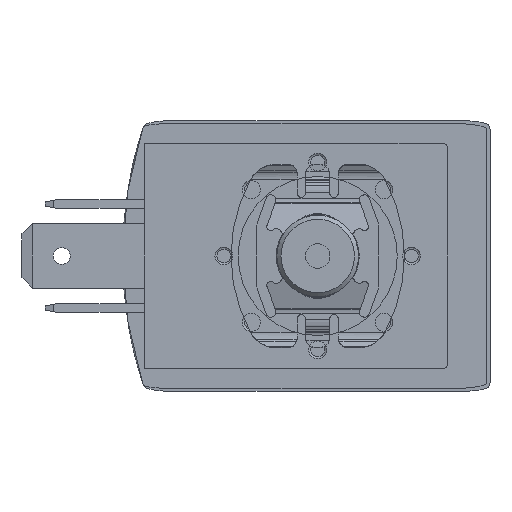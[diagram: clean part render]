
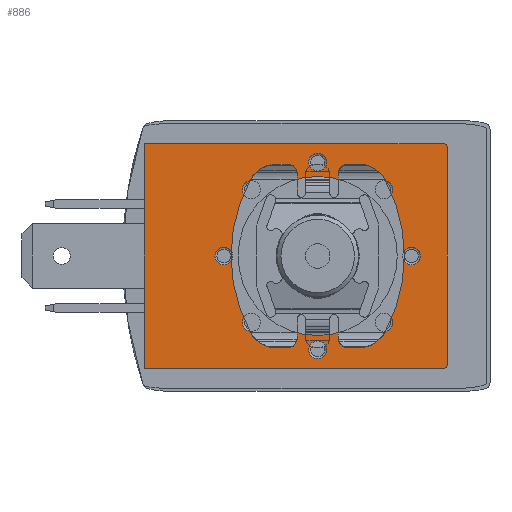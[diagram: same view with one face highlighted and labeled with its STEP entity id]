
A CAD part, left-side view. The second image highlights one B-rep face of the part: STEP entity #886.
In plain terms, the highlighted face is planar.
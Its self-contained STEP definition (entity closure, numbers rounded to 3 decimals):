
#886 = ADVANCED_FACE( '', ( #1963, #1964, #1965, #1966, #1967, #1968, #1969, #1970, #1971, #1972 ), #1973, .T. );
#1963 = FACE_BOUND( '', #3239, .T. );
#1964 = FACE_BOUND( '', #3240, .T. );
#1965 = FACE_BOUND( '', #3241, .T. );
#1966 = FACE_BOUND( '', #3242, .T. );
#1967 = FACE_BOUND( '', #3243, .T. );
#1968 = FACE_BOUND( '', #3244, .T. );
#1969 = FACE_BOUND( '', #3245, .T. );
#1970 = FACE_BOUND( '', #3246, .T. );
#1971 = FACE_BOUND( '', #3247, .T. );
#1972 = FACE_OUTER_BOUND( '', #3248, .T. );
#1973 = PLANE( '', #3249 );
#3239 = EDGE_LOOP( '', ( #5694 ) );
#3240 = EDGE_LOOP( '', ( #5695 ) );
#3241 = EDGE_LOOP( '', ( #5696 ) );
#3242 = EDGE_LOOP( '', ( #5697 ) );
#3243 = EDGE_LOOP( '', ( #5698 ) );
#3244 = EDGE_LOOP( '', ( #5699 ) );
#3245 = EDGE_LOOP( '', ( #5700 ) );
#3246 = EDGE_LOOP( '', ( #5701 ) );
#3247 = EDGE_LOOP( '', ( #5702 ) );
#3248 = EDGE_LOOP( '', ( #5703, #5704, #5705, #5706, #5707, #5708 ) );
#3249 = AXIS2_PLACEMENT_3D( '', #5709, #5710, #5711 );
#5694 = ORIENTED_EDGE( '', *, *, #8029, .T. );
#5695 = ORIENTED_EDGE( '', *, *, #8030, .T. );
#5696 = ORIENTED_EDGE( '', *, *, #8031, .T. );
#5697 = ORIENTED_EDGE( '', *, *, #8032, .T. );
#5698 = ORIENTED_EDGE( '', *, *, #7227, .T. );
#5699 = ORIENTED_EDGE( '', *, *, #8033, .T. );
#5700 = ORIENTED_EDGE( '', *, *, #8034, .T. );
#5701 = ORIENTED_EDGE( '', *, *, #7721, .T. );
#5702 = ORIENTED_EDGE( '', *, *, #7779, .T. );
#5703 = ORIENTED_EDGE( '', *, *, #7417, .T. );
#5704 = ORIENTED_EDGE( '', *, *, #8035, .T. );
#5705 = ORIENTED_EDGE( '', *, *, #8036, .T. );
#5706 = ORIENTED_EDGE( '', *, *, #7305, .T. );
#5707 = ORIENTED_EDGE( '', *, *, #8037, .T. );
#5708 = ORIENTED_EDGE( '', *, *, #7743, .T. );
#5709 = CARTESIAN_POINT( '', ( -10.7, -29.4, 0. ) );
#5710 = DIRECTION( '', ( 0., 0., 1. ) );
#5711 = DIRECTION( '', ( 1., 0., 0. ) );
#7227 = EDGE_CURVE( '', #8612, #8612, #8613, .T. );
#7305 = EDGE_CURVE( '', #8747, #8748, #8749, .T. );
#7417 = EDGE_CURVE( '', #8945, #8943, #8946, .T. );
#7721 = EDGE_CURVE( '', #9444, #9444, #9445, .T. );
#7743 = EDGE_CURVE( '', #9477, #8945, #9478, .T. );
#7779 = EDGE_CURVE( '', #9528, #9528, #9529, .T. );
#8029 = EDGE_CURVE( '', #9866, #9866, #9867, .T. );
#8030 = EDGE_CURVE( '', #9868, #9868, #9869, .T. );
#8031 = EDGE_CURVE( '', #9870, #9870, #9871, .T. );
#8032 = EDGE_CURVE( '', #9872, #9872, #9873, .T. );
#8033 = EDGE_CURVE( '', #9874, #9874, #9875, .T. );
#8034 = EDGE_CURVE( '', #9876, #9876, #9877, .T. );
#8035 = EDGE_CURVE( '', #8943, #9878, #9879, .T. );
#8036 = EDGE_CURVE( '', #9878, #8747, #9880, .T. );
#8037 = EDGE_CURVE( '', #8748, #9477, #9881, .T. );
#8612 = VERTEX_POINT( '', #10623 );
#8613 = CIRCLE( '', #10624, 0.875 );
#8747 = VERTEX_POINT( '', #10797 );
#8748 = VERTEX_POINT( '', #10798 );
#8749 = LINE( '', #10799, #10800 );
#8943 = VERTEX_POINT( '', #11075 );
#8945 = VERTEX_POINT( '', #11078 );
#8946 = LINE( '', #11079, #11080 );
#9444 = VERTEX_POINT( '', #11764 );
#9445 = CIRCLE( '', #11765, 0.875 );
#9477 = VERTEX_POINT( '', #11828 );
#9478 = LINE( '', #11829, #11830 );
#9528 = VERTEX_POINT( '', #11906 );
#9529 = CIRCLE( '', #11907, 7.8 );
#9866 = VERTEX_POINT( '', #12418 );
#9867 = CIRCLE( '', #12419, 0.875 );
#9868 = VERTEX_POINT( '', #12420 );
#9869 = CIRCLE( '', #12421, 0.875 );
#9870 = VERTEX_POINT( '', #12422 );
#9871 = CIRCLE( '', #12423, 0.875 );
#9872 = VERTEX_POINT( '', #12424 );
#9873 = CIRCLE( '', #12425, 0.875 );
#9874 = VERTEX_POINT( '', #12426 );
#9875 = CIRCLE( '', #12427, 0.875 );
#9876 = VERTEX_POINT( '', #12428 );
#9877 = CIRCLE( '', #12429, 0.875 );
#9878 = VERTEX_POINT( '', #12430 );
#9879 = LINE( '', #12431, #12432 );
#9880 = CIRCLE( '', #12433, 0.3 );
#9881 = CIRCLE( '', #12434, 0.3 );
#10623 = CARTESIAN_POINT( '', ( 8.325, -17., 0. ) );
#10624 = AXIS2_PLACEMENT_3D( '', #13142, #13143, #13144 );
#10797 = CARTESIAN_POINT( '', ( -10.7, -29.7, 0. ) );
#10798 = CARTESIAN_POINT( '', ( 10.7, -29.7, 0. ) );
#10799 = CARTESIAN_POINT( '', ( -10.7, -29.7, 0. ) );
#10800 = VECTOR( '', #13259, 1000. );
#11075 = CARTESIAN_POINT( '', ( -11., 0., 0. ) );
#11078 = CARTESIAN_POINT( '', ( 11., 0., 0. ) );
#11079 = CARTESIAN_POINT( '', ( 11., 0., 0. ) );
#11080 = VECTOR( '', #13421, 1000. );
#11764 = CARTESIAN_POINT( '', ( -0.875, -7.8, 0. ) );
#11765 = AXIS2_PLACEMENT_3D( '', #13831, #13832, #13833 );
#11828 = CARTESIAN_POINT( '', ( 11., -29.4, 0. ) );
#11829 = CARTESIAN_POINT( '', ( 11., -29.4, 0. ) );
#11830 = VECTOR( '', #13858, 1000. );
#11906 = CARTESIAN_POINT( '', ( -7.8, -17., 0. ) );
#11907 = AXIS2_PLACEMENT_3D( '', #13907, #13908, #13909 );
#12418 = CARTESIAN_POINT( '', ( -10.075, -17., 0. ) );
#12419 = AXIS2_PLACEMENT_3D( '', #14218, #14219, #14220 );
#12420 = CARTESIAN_POINT( '', ( -7.38, -23.505, 0. ) );
#12421 = AXIS2_PLACEMENT_3D( '', #14221, #14222, #14223 );
#12422 = CARTESIAN_POINT( '', ( -0.875, -26.2, 0. ) );
#12423 = AXIS2_PLACEMENT_3D( '', #14224, #14225, #14226 );
#12424 = CARTESIAN_POINT( '', ( 5.63, -23.505, 0. ) );
#12425 = AXIS2_PLACEMENT_3D( '', #14227, #14228, #14229 );
#12426 = CARTESIAN_POINT( '', ( 5.63, -10.495, 0. ) );
#12427 = AXIS2_PLACEMENT_3D( '', #14230, #14231, #14232 );
#12428 = CARTESIAN_POINT( '', ( -7.38, -10.495, 0. ) );
#12429 = AXIS2_PLACEMENT_3D( '', #14233, #14234, #14235 );
#12430 = CARTESIAN_POINT( '', ( -11., -29.4, 0. ) );
#12431 = CARTESIAN_POINT( '', ( -11., 0., 0. ) );
#12432 = VECTOR( '', #14236, 1000. );
#12433 = AXIS2_PLACEMENT_3D( '', #14237, #14238, #14239 );
#12434 = AXIS2_PLACEMENT_3D( '', #14240, #14241, #14242 );
#13142 = CARTESIAN_POINT( '', ( 9.2, -17., 0. ) );
#13143 = DIRECTION( '', ( 0., 0., -1. ) );
#13144 = DIRECTION( '', ( -1., 0., 0. ) );
#13259 = DIRECTION( '', ( 1., 0., 0. ) );
#13421 = DIRECTION( '', ( -1., 0., 0. ) );
#13831 = CARTESIAN_POINT( '', ( 0., -7.8, 0. ) );
#13832 = DIRECTION( '', ( 0., 0., -1. ) );
#13833 = DIRECTION( '', ( -1., 0., 0. ) );
#13858 = DIRECTION( '', ( 0., 1., 0. ) );
#13907 = CARTESIAN_POINT( '', ( 0., -17., 0. ) );
#13908 = DIRECTION( '', ( 0., 0., -1. ) );
#13909 = DIRECTION( '', ( -1., 0., 0. ) );
#14218 = CARTESIAN_POINT( '', ( -9.2, -17., 0. ) );
#14219 = DIRECTION( '', ( 0., 0., -1. ) );
#14220 = DIRECTION( '', ( -1., 0., 0. ) );
#14221 = CARTESIAN_POINT( '', ( -6.505, -23.505, 0. ) );
#14222 = DIRECTION( '', ( 0., 0., -1. ) );
#14223 = DIRECTION( '', ( -1., 0., 0. ) );
#14224 = CARTESIAN_POINT( '', ( 0., -26.2, 0. ) );
#14225 = DIRECTION( '', ( 0., 0., -1. ) );
#14226 = DIRECTION( '', ( -1., 0., 0. ) );
#14227 = CARTESIAN_POINT( '', ( 6.505, -23.505, 0. ) );
#14228 = DIRECTION( '', ( 0., 0., -1. ) );
#14229 = DIRECTION( '', ( -1., 0., 0. ) );
#14230 = CARTESIAN_POINT( '', ( 6.505, -10.495, 0. ) );
#14231 = DIRECTION( '', ( 0., 0., -1. ) );
#14232 = DIRECTION( '', ( -1., 0., 0. ) );
#14233 = CARTESIAN_POINT( '', ( -6.505, -10.495, 0. ) );
#14234 = DIRECTION( '', ( 0., 0., -1. ) );
#14235 = DIRECTION( '', ( -1., 0., 0. ) );
#14236 = DIRECTION( '', ( 0., -1., 0. ) );
#14237 = CARTESIAN_POINT( '', ( -10.7, -29.4, 0. ) );
#14238 = DIRECTION( '', ( 0., 0., 1. ) );
#14239 = DIRECTION( '', ( 1., 0., 0. ) );
#14240 = CARTESIAN_POINT( '', ( 10.7, -29.4, 0. ) );
#14241 = DIRECTION( '', ( 0., 0., 1. ) );
#14242 = DIRECTION( '', ( 1., 0., 0. ) );
